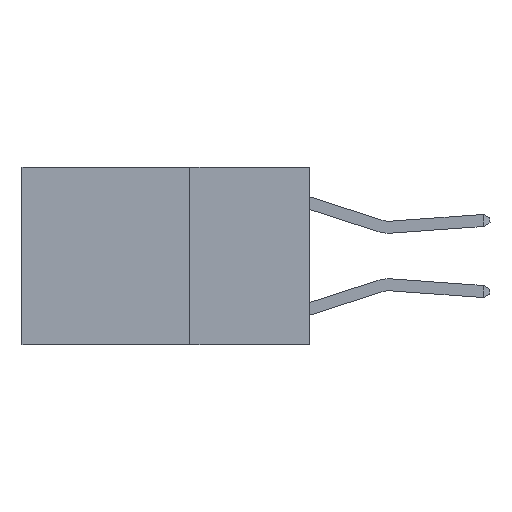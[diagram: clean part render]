
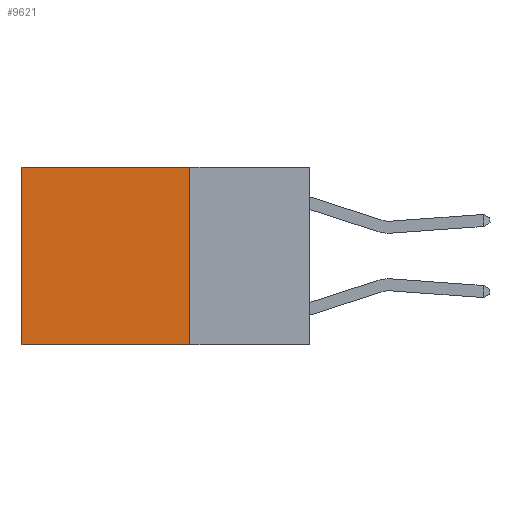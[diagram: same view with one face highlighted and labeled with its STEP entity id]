
A CAD part, left-side view. The second image highlights one B-rep face of the part: STEP entity #9621.
In plain terms, the highlighted planar face has unit normal (-1, 0, 0).
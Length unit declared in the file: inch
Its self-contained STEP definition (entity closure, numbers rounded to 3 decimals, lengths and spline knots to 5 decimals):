
#268 = ORIENTED_EDGE ( 'NONE', *, *, #9367, .T. ) ;
#691 = CARTESIAN_POINT ( 'NONE',  ( 0.2625, 0.25, 0. ) ) ;
#1585 = PLANE ( 'NONE',  #4604 ) ;
#1587 = LINE ( 'NONE', #11025, #9917 ) ;
#2400 = CARTESIAN_POINT ( 'NONE',  ( 0.2625, 0.25, 0. ) ) ;
#2715 = VERTEX_POINT ( 'NONE', #13141 ) ;
#3404 = VECTOR ( 'NONE', #5100, 39.37008 ) ;
#3735 = ORIENTED_EDGE ( 'NONE', *, *, #4322, .F. ) ;
#4059 = CARTESIAN_POINT ( 'NONE',  ( 0.2625, 0.6, -0.37 ) ) ;
#4322 = EDGE_CURVE ( 'NONE', #12099, #7761, #6157, .T. ) ;
#4604 = AXIS2_PLACEMENT_3D ( 'NONE', #8875, #8918, #7689 ) ;
#4693 = ORIENTED_EDGE ( 'NONE', *, *, #12215, .F. ) ;
#5100 = DIRECTION ( 'NONE',  ( 0., 1., 0. ) ) ;
#5727 = FACE_OUTER_BOUND ( 'NONE', #12044, .T. ) ;
#5735 = ORIENTED_EDGE ( 'NONE', *, *, #6750, .T. ) ;
#6157 = LINE ( 'NONE', #11345, #3404 ) ;
#6750 = EDGE_CURVE ( 'NONE', #2715, #7761, #1587, .T. ) ;
#7123 = DIRECTION ( 'NONE',  ( 0., 1., 0. ) ) ;
#7378 = VECTOR ( 'NONE', #7123, 39.37008 ) ;
#7689 = DIRECTION ( 'NONE',  ( 0., 0., -1. ) ) ;
#7761 = VERTEX_POINT ( 'NONE', #4059 ) ;
#7770 = VERTEX_POINT ( 'NONE', #2400 ) ;
#7954 = DIRECTION ( 'NONE',  ( 0., 0., -1. ) ) ;
#8875 = CARTESIAN_POINT ( 'NONE',  ( 0.2625, 0.25, 0. ) ) ;
#8918 = DIRECTION ( 'NONE',  ( 1., 0., 0. ) ) ;
#8983 = LINE ( 'NONE', #691, #10782 ) ;
#9367 = EDGE_CURVE ( 'NONE', #7770, #2715, #10169, .T. ) ;
#9621 = ADVANCED_FACE ( 'NONE', ( #5727 ), #1585, .F. ) ;
#9917 = VECTOR ( 'NONE', #7954, 39.37008 ) ;
#10169 = LINE ( 'NONE', #10282, #7378 ) ;
#10282 = CARTESIAN_POINT ( 'NONE',  ( 0.2625, 0.25, 0. ) ) ;
#10782 = VECTOR ( 'NONE', #11268, 39.37008 ) ;
#10919 = CARTESIAN_POINT ( 'NONE',  ( 0.2625, 0.25, -0.37 ) ) ;
#11025 = CARTESIAN_POINT ( 'NONE',  ( 0.2625, 0.6, 0. ) ) ;
#11268 = DIRECTION ( 'NONE',  ( 0., 0., -1. ) ) ;
#11345 = CARTESIAN_POINT ( 'NONE',  ( 0.2625, 0.25, -0.37 ) ) ;
#12044 = EDGE_LOOP ( 'NONE', ( #5735, #3735, #4693, #268 ) ) ;
#12099 = VERTEX_POINT ( 'NONE', #10919 ) ;
#12215 = EDGE_CURVE ( 'NONE', #7770, #12099, #8983, .T. ) ;
#13141 = CARTESIAN_POINT ( 'NONE',  ( 0.2625, 0.6, 0. ) ) ;
